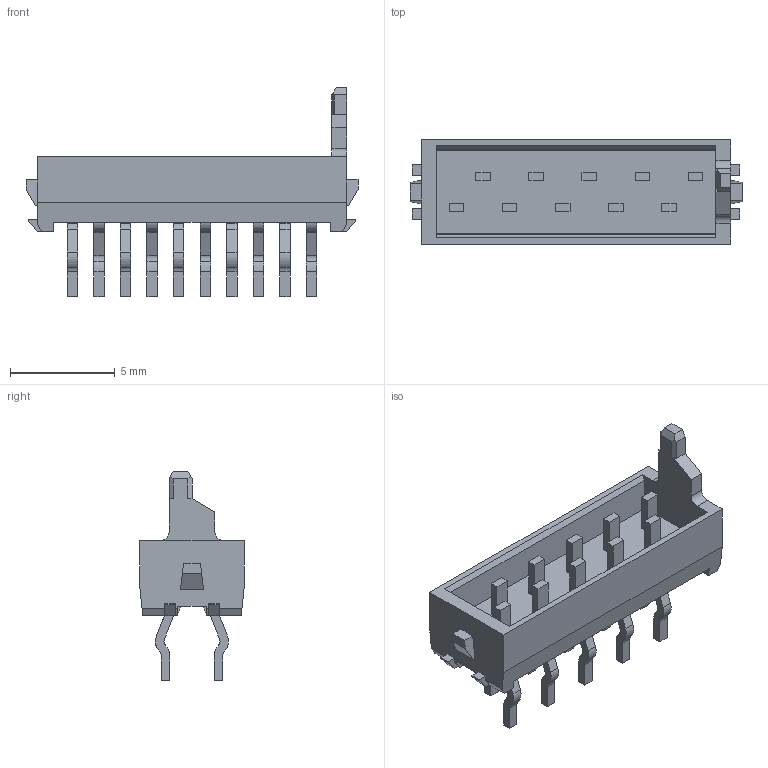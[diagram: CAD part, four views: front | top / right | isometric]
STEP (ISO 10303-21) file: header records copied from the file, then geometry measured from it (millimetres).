
FILE_DESCRIPTION((''),'2;1');
FILE_NAME('C-1-215464-0','2017-03-10T',('workeradm'),('Tyco Electronics Ltd.'),'CREO PARAMETRIC BY PTC INC, 2016050','CREO PARAMETRIC BY PTC INC, 2016050','');
FILE_SCHEMA(('AUTOMOTIVE_DESIGN { 1 0 10303 214 1 1 1 1 }'));
Length unit declared in the file: millimetre
Products named in the file (1): C-1-215464-0
Bounding box: 15.88 x 5 x 10 mm (x, y, z)
Volume: 150.6 mm3; surface area: 468.2 mm2
Topology: 1 solids, 1 shells, 281 faces, 774 edges, 517 vertices
Faces by surface type: plane 199, cylinder 82
Entity records: 9092 total; most frequent: CARTESIAN_POINT 1574, ORIENTED_EDGE 1548, DIRECTION 1500, EDGE_CURVE 774, VECTOR 610, LINE 610, VERTEX_POINT 517, AXIS2_PLACEMENT_3D 445
